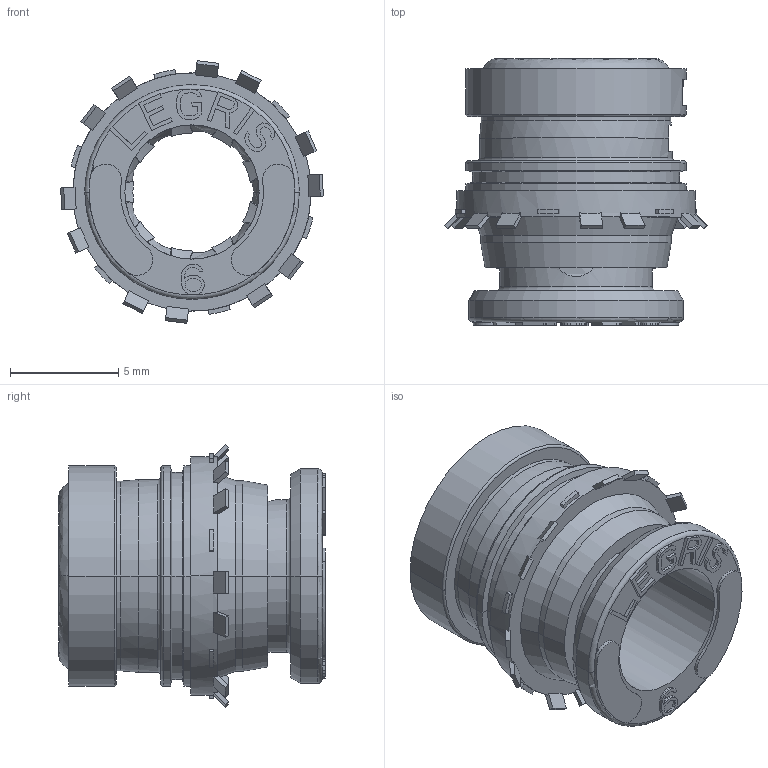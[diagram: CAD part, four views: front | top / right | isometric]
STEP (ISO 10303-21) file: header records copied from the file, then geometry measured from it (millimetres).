
FILE_DESCRIPTION((''),'2;1');
FILE_NAME('V300-06-01-24_SW0001','2021-10-22T',('OB668583'),(''),'PRO/ENGINEER BY PARAMETRIC TECHNOLOGY CORPORATION, 2017170','PRO/ENGINEER BY PARAMETRIC TECHNOLOGY CORPORATION, 2017170','');
FILE_SCHEMA(('CONFIG_CONTROL_DESIGN'));
Length unit declared in the file: millimetre
Products named in the file (1): V300-06-01-24_SW0001
Bounding box: 12.12 x 12.31 x 12.12 mm (x, y, z)
Volume: 487.5 mm3; surface area: 903.9 mm2
Topology: 1 solids, 3 shells, 447 faces, 1228 edges, 808 vertices
Faces by surface type: plane 324, cylinder 47, cone 46, bspline 18, torus 10, revolution 2
Entity records: 14700 total; most frequent: CARTESIAN_POINT 3293, ORIENTED_EDGE 2456, DIRECTION 2220, EDGE_CURVE 1228, VECTOR 924, LINE 924, VERTEX_POINT 808, AXIS2_PLACEMENT_3D 647
